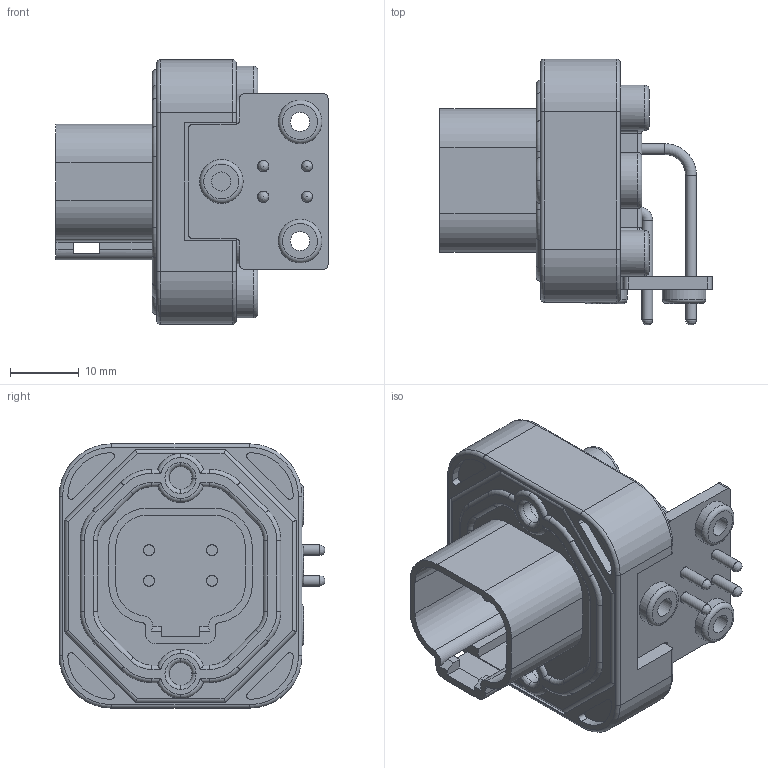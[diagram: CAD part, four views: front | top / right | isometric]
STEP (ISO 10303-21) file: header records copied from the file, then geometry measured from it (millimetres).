
FILE_DESCRIPTION(('FreeCAD Model'),'2;1');
FILE_NAME('Open CASCADE Shape Model','2025-02-21T12:57:18',(''),(''), 'Open CASCADE STEP processor 7.8','FreeCAD','Unknown');
FILE_SCHEMA(('AUTOMOTIVE_DESIGN { 1 0 10303 214 1 1 1 1 }'));
Length unit declared in the file: millimetre
Products named in the file (7): Part001; Body; Body001; Body002; Body003; Body004; Body005
Assembly tree (6 placements, depth 2):
  Part001
    Body
    Body001
    Body002
    Body003
    Body004
    Body005
Bounding box: 39.5 x 38.58 x 38.35 mm (x, y, z)
Volume: 17998 mm3; surface area: 11113.9 mm2
Topology: 6 solids, 6 shells, 355 faces, 873 edges, 543 vertices
Faces by surface type: cylinder 147, plane 131, torus 53, bspline 16, cone 4, revolution 4
Full cylindrical faces by diameter (mm): 1.575 x8, 1.651 x8, 2.794 x3, 3.302 x4, 6.35 x3, 6.604 x4, 8.128 x2
Entity records: 11273 total; most frequent: CARTESIAN_POINT 2570, DIRECTION 1885, ORIENTED_EDGE 1746, EDGE_CURVE 873, AXIS2_PLACEMENT_3D 722, VERTEX_POINT 543, LINE 437, VECTOR 437
